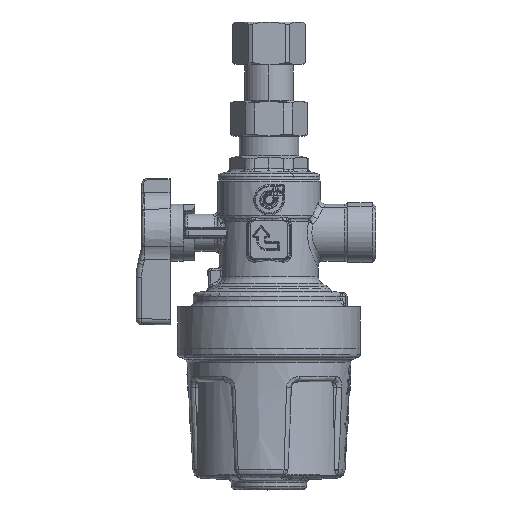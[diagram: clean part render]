
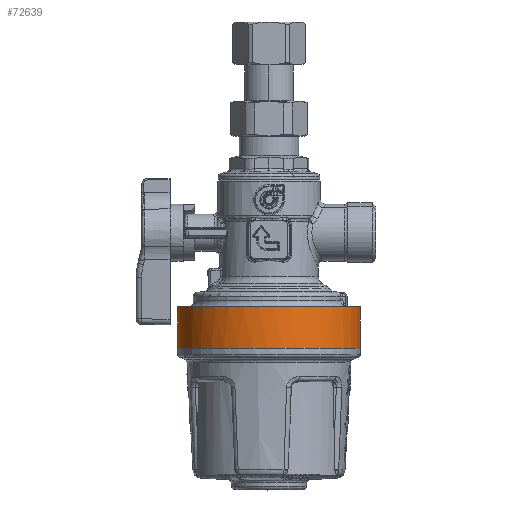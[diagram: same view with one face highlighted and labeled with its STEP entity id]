
A CAD part, top view. The second image highlights one B-rep face of the part: STEP entity #72639.
In plain terms, the highlighted cylindrical face has radius 32 mm (diameter 64 mm), a partial arc.
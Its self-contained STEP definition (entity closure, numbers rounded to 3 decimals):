
#53815=CARTESIAN_POINT('Vertex',(-29.582,-40.497,12.204)) ;
#53818=CARTESIAN_POINT('Axis2P3D Location',(0.,-40.497,0.)) ;
#53822=CARTESIAN_POINT('Vertex',(-31.811,-40.497,-3.472)) ;
#53850=CARTESIAN_POINT('Vertex',(31.811,-40.497,3.472)) ;
#53853=CARTESIAN_POINT('Axis2P3D Location',(0.,-40.497,0.)) ;
#58345=CARTESIAN_POINT('Vertex',(31.811,-25.997,3.472)) ;
#58347=CARTESIAN_POINT('Vertex',(-31.811,-25.997,-3.472)) ;
#58350=CARTESIAN_POINT('Axis2P3D Location',(0.,-25.997,0.)) ;
#72608=CARTESIAN_POINT('Axis2P3D Location',(0.,-33.247,0.)) ;
#72613=CARTESIAN_POINT('Line Origine',(31.811,-33.247,3.472)) ;
#72618=CARTESIAN_POINT('Line Origine',(-31.811,-33.247,-3.472)) ;
#72615=VECTOR('Line Direction',#72614,1.) ;
#72620=VECTOR('Line Direction',#72619,1.) ;
#53819=DIRECTION('Axis2P3D Direction',(0.,1.,-0.)) ;
#53854=DIRECTION('Axis2P3D Direction',(0.,1.,-0.)) ;
#58351=DIRECTION('Axis2P3D Direction',(0.,1.,-0.)) ;
#72609=DIRECTION('Axis2P3D Direction',(0.,1.,-0.)) ;
#72610=DIRECTION('Axis2P3D XDirection',(-0.994,-0.,-0.109)) ;
#72614=DIRECTION('Vector Direction',(0.,1.,0.)) ;
#72619=DIRECTION('Vector Direction',(0.,1.,0.)) ;
#53820=AXIS2_PLACEMENT_3D('Circle Axis2P3D',#53818,#53819,$) ;
#53855=AXIS2_PLACEMENT_3D('Circle Axis2P3D',#53853,#53854,$) ;
#58352=AXIS2_PLACEMENT_3D('Circle Axis2P3D',#58350,#58351,$) ;
#72611=AXIS2_PLACEMENT_3D('Cylinder Axis2P3D',#72608,#72609,#72610) ;
#72616=LINE('Line',#72613,#72615) ;
#72621=LINE('Line',#72618,#72620) ;
#53821=CIRCLE('generated circle',#53820,32.) ;
#53856=CIRCLE('generated circle',#53855,32.) ;
#58353=CIRCLE('generated circle',#58352,32.) ;
#72612=CYLINDRICAL_SURFACE('generated cylinder',#72611,32.) ;
#53824=EDGE_CURVE('',#53823,#53816,#53821,.T.) ;
#53857=EDGE_CURVE('',#53816,#53851,#53856,.T.) ;
#58354=EDGE_CURVE('',#58348,#58346,#58353,.T.) ;
#72617=EDGE_CURVE('',#58346,#53851,#72616,.F.) ;
#72622=EDGE_CURVE('',#58348,#53823,#72621,.F.) ;
#72633=ORIENTED_EDGE('',*,*,#58354,.F.) ;
#72634=ORIENTED_EDGE('',*,*,#72622,.T.) ;
#72635=ORIENTED_EDGE('',*,*,#53824,.T.) ;
#72636=ORIENTED_EDGE('',*,*,#53857,.T.) ;
#72637=ORIENTED_EDGE('',*,*,#72617,.F.) ;
#72632=EDGE_LOOP('',(#72633,#72634,#72635,#72636,#72637)) ;
#53816=VERTEX_POINT('',#53815) ;
#53823=VERTEX_POINT('',#53822) ;
#53851=VERTEX_POINT('',#53850) ;
#58346=VERTEX_POINT('',#58345) ;
#58348=VERTEX_POINT('',#58347) ;
#72639=ADVANCED_FACE('PartBody',(#72638),#72612,.T.) ;
#72638=FACE_OUTER_BOUND('',#72632,.T.) ;
